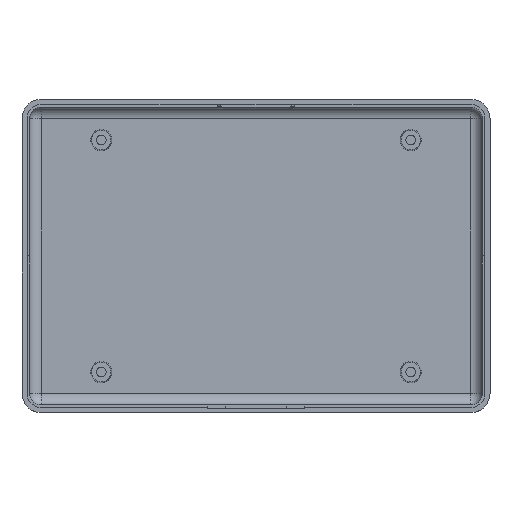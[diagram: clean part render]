
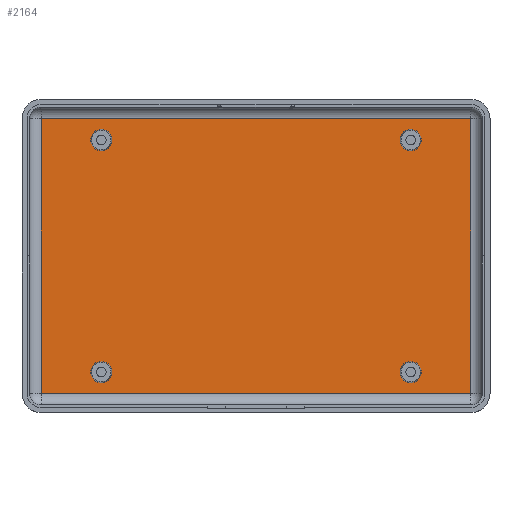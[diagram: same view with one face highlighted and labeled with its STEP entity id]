
A CAD part, top view. The second image highlights one B-rep face of the part: STEP entity #2164.
In plain terms, the highlighted planar face has unit normal (0, 0, 1).
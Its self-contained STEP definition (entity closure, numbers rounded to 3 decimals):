
#1754 = VERTEX_POINT('',#1755);
#1755 = CARTESIAN_POINT('',(55.5,-35.5,-6.6));
#1762 = EDGE_CURVE('',#1754,#1763,#1765,.T.);
#1763 = VERTEX_POINT('',#1764);
#1764 = CARTESIAN_POINT('',(-55.5,-35.5,-6.6));
#1765 = LINE('',#1766,#1767);
#1766 = CARTESIAN_POINT('',(60.5,-35.5,-6.6));
#1767 = VECTOR('',#1768,1.);
#1768 = DIRECTION('',(-1.,0.,0.));
#2120 = EDGE_CURVE('',#1763,#2121,#2123,.T.);
#2121 = VERTEX_POINT('',#2122);
#2122 = CARTESIAN_POINT('',(-55.5,35.5,-6.6));
#2123 = LINE('',#2124,#2125);
#2124 = CARTESIAN_POINT('',(-55.5,-40.5,-6.6));
#2125 = VECTOR('',#2126,1.);
#2126 = DIRECTION('',(0.,1.,0.));
#2164 = ADVANCED_FACE('',(#2165,#2183,#2194,#2205,#2216),#2227,.T.);
#2165 = FACE_BOUND('',#2166,.T.);
#2166 = EDGE_LOOP('',(#2167,#2168,#2176,#2182));
#2167 = ORIENTED_EDGE('',*,*,#1762,.F.);
#2168 = ORIENTED_EDGE('',*,*,#2169,.T.);
#2169 = EDGE_CURVE('',#1754,#2170,#2172,.T.);
#2170 = VERTEX_POINT('',#2171);
#2171 = CARTESIAN_POINT('',(55.5,35.5,-6.6));
#2172 = LINE('',#2173,#2174);
#2173 = CARTESIAN_POINT('',(55.5,-40.5,-6.6));
#2174 = VECTOR('',#2175,1.);
#2175 = DIRECTION('',(0.,1.,0.));
#2176 = ORIENTED_EDGE('',*,*,#2177,.T.);
#2177 = EDGE_CURVE('',#2170,#2121,#2178,.T.);
#2178 = LINE('',#2179,#2180);
#2179 = CARTESIAN_POINT('',(60.5,35.5,-6.6));
#2180 = VECTOR('',#2181,1.);
#2181 = DIRECTION('',(-1.,0.,0.));
#2182 = ORIENTED_EDGE('',*,*,#2120,.F.);
#2183 = FACE_BOUND('',#2184,.T.);
#2184 = EDGE_LOOP('',(#2185));
#2185 = ORIENTED_EDGE('',*,*,#2186,.F.);
#2186 = EDGE_CURVE('',#2187,#2187,#2189,.T.);
#2187 = VERTEX_POINT('',#2188);
#2188 = CARTESIAN_POINT('',(40.,-27.25,-6.6));
#2189 = CIRCLE('',#2190,2.75);
#2190 = AXIS2_PLACEMENT_3D('',#2191,#2192,#2193);
#2191 = CARTESIAN_POINT('',(40.,-30.,-6.6));
#2192 = DIRECTION('',(0.,0.,1.));
#2193 = DIRECTION('',(0.,1.,0.));
#2194 = FACE_BOUND('',#2195,.T.);
#2195 = EDGE_LOOP('',(#2196));
#2196 = ORIENTED_EDGE('',*,*,#2197,.F.);
#2197 = EDGE_CURVE('',#2198,#2198,#2200,.T.);
#2198 = VERTEX_POINT('',#2199);
#2199 = CARTESIAN_POINT('',(40.,32.75,-6.6));
#2200 = CIRCLE('',#2201,2.75);
#2201 = AXIS2_PLACEMENT_3D('',#2202,#2203,#2204);
#2202 = CARTESIAN_POINT('',(40.,30.,-6.6));
#2203 = DIRECTION('',(0.,0.,1.));
#2204 = DIRECTION('',(0.,1.,0.));
#2205 = FACE_BOUND('',#2206,.T.);
#2206 = EDGE_LOOP('',(#2207));
#2207 = ORIENTED_EDGE('',*,*,#2208,.F.);
#2208 = EDGE_CURVE('',#2209,#2209,#2211,.T.);
#2209 = VERTEX_POINT('',#2210);
#2210 = CARTESIAN_POINT('',(-40.,-27.25,-6.6));
#2211 = CIRCLE('',#2212,2.75);
#2212 = AXIS2_PLACEMENT_3D('',#2213,#2214,#2215);
#2213 = CARTESIAN_POINT('',(-40.,-30.,-6.6));
#2214 = DIRECTION('',(0.,0.,1.));
#2215 = DIRECTION('',(0.,1.,0.));
#2216 = FACE_BOUND('',#2217,.T.);
#2217 = EDGE_LOOP('',(#2218));
#2218 = ORIENTED_EDGE('',*,*,#2219,.F.);
#2219 = EDGE_CURVE('',#2220,#2220,#2222,.T.);
#2220 = VERTEX_POINT('',#2221);
#2221 = CARTESIAN_POINT('',(-40.,32.75,-6.6));
#2222 = CIRCLE('',#2223,2.75);
#2223 = AXIS2_PLACEMENT_3D('',#2224,#2225,#2226);
#2224 = CARTESIAN_POINT('',(-40.,30.,-6.6));
#2225 = DIRECTION('',(0.,0.,1.));
#2226 = DIRECTION('',(0.,1.,0.));
#2227 = PLANE('',#2228);
#2228 = AXIS2_PLACEMENT_3D('',#2229,#2230,#2231);
#2229 = CARTESIAN_POINT('',(60.5,-40.5,-6.6));
#2230 = DIRECTION('',(0.,0.,1.));
#2231 = DIRECTION('',(0.,1.,0.));
